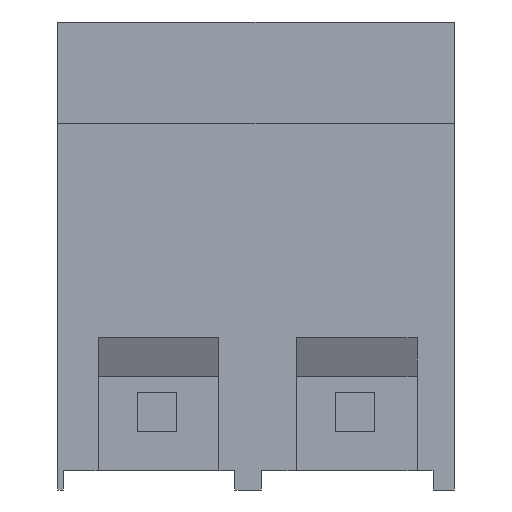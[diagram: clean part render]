
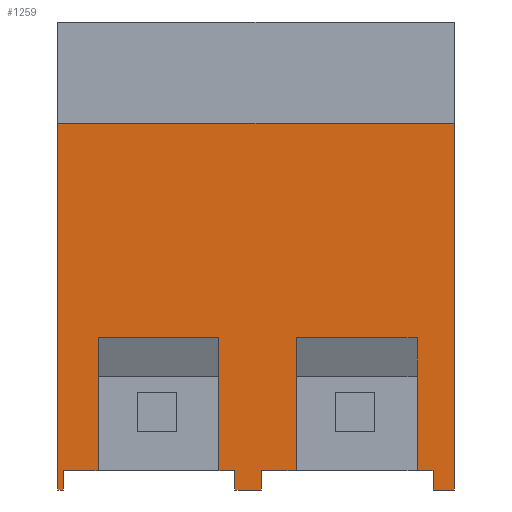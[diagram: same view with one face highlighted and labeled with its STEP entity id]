
A CAD part, front view. The second image highlights one B-rep face of the part: STEP entity #1259.
In plain terms, the highlighted planar face has unit normal (0, -1, 0).
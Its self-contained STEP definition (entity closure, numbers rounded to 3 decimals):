
#50=DIRECTION('',(0.,0.,-1.));
#51=VECTOR('',#50,9.4);
#52=CARTESIAN_POINT('',(-5.08,-3.8,-2.6));
#53=LINE('',#52,#51);
#150=DIRECTION('',(1.,0.,0.));
#151=VECTOR('',#150,3.1);
#152=CARTESIAN_POINT('',(-4.05,-3.8,-8.1));
#153=LINE('',#152,#151);
#154=DIRECTION('',(0.,0.,-1.));
#155=VECTOR('',#154,3.4);
#156=CARTESIAN_POINT('',(-4.05,-3.8,-8.1));
#157=LINE('',#156,#155);
#158=DIRECTION('',(-1.,0.,0.));
#159=VECTOR('',#158,0.89);
#160=CARTESIAN_POINT('',(-4.05,-3.8,-11.5));
#161=LINE('',#160,#159);
#162=DIRECTION('',(0.,0.,1.));
#163=VECTOR('',#162,0.5);
#164=CARTESIAN_POINT('',(-4.94,-3.8,-12.));
#165=LINE('',#164,#163);
#166=DIRECTION('',(1.,0.,0.));
#167=VECTOR('',#166,10.16);
#168=CARTESIAN_POINT('',(-5.08,-3.8,-2.6));
#169=LINE('',#168,#167);
#170=DIRECTION('',(0.,0.,1.));
#171=VECTOR('',#170,0.5);
#172=CARTESIAN_POINT('',(4.54,-3.8,-12.));
#173=LINE('',#172,#171);
#174=DIRECTION('',(-1.,0.,0.));
#175=VECTOR('',#174,0.41);
#176=CARTESIAN_POINT('',(4.54,-3.8,-11.5));
#177=LINE('',#176,#175);
#178=DIRECTION('',(0.,0.,1.));
#179=VECTOR('',#178,3.4);
#180=CARTESIAN_POINT('',(4.13,-3.8,-11.5));
#181=LINE('',#180,#179);
#182=DIRECTION('',(1.,0.,0.));
#183=VECTOR('',#182,3.1);
#184=CARTESIAN_POINT('',(1.03,-3.8,-8.1));
#185=LINE('',#184,#183);
#186=DIRECTION('',(0.,0.,-1.));
#187=VECTOR('',#186,3.4);
#188=CARTESIAN_POINT('',(1.03,-3.8,-8.1));
#189=LINE('',#188,#187);
#190=DIRECTION('',(-1.,0.,0.));
#191=VECTOR('',#190,0.89);
#192=CARTESIAN_POINT('',(1.03,-3.8,-11.5));
#193=LINE('',#192,#191);
#194=DIRECTION('',(0.,0.,1.));
#195=VECTOR('',#194,0.5);
#196=CARTESIAN_POINT('',(0.14,-3.8,-12.));
#197=LINE('',#196,#195);
#198=DIRECTION('',(0.,0.,1.));
#199=VECTOR('',#198,0.5);
#200=CARTESIAN_POINT('',(-0.54,-3.8,-12.));
#201=LINE('',#200,#199);
#202=DIRECTION('',(-1.,0.,0.));
#203=VECTOR('',#202,0.41);
#204=CARTESIAN_POINT('',(-0.54,-3.8,-11.5));
#205=LINE('',#204,#203);
#206=DIRECTION('',(0.,0.,1.));
#207=VECTOR('',#206,3.4);
#208=CARTESIAN_POINT('',(-0.95,-3.8,-11.5));
#209=LINE('',#208,#207);
#218=DIRECTION('',(1.,0.,0.));
#219=VECTOR('',#218,0.54);
#220=CARTESIAN_POINT('',(4.54,-3.8,-12.));
#221=LINE('',#220,#219);
#230=DIRECTION('',(1.,0.,0.));
#231=VECTOR('',#230,0.68);
#232=CARTESIAN_POINT('',(-0.54,-3.8,-12.));
#233=LINE('',#232,#231);
#246=DIRECTION('',(1.,0.,0.));
#247=VECTOR('',#246,0.14);
#248=CARTESIAN_POINT('',(-5.08,-3.8,-12.));
#249=LINE('',#248,#247);
#560=DIRECTION('',(0.,0.,-1.));
#561=VECTOR('',#560,9.4);
#562=CARTESIAN_POINT('',(5.08,-3.8,-2.6));
#563=LINE('',#562,#561);
#814=CARTESIAN_POINT('',(-5.08,-3.8,-2.6));
#815=CARTESIAN_POINT('',(-5.08,-3.8,-12.));
#816=VERTEX_POINT('',#814);
#817=VERTEX_POINT('',#815);
#818=CARTESIAN_POINT('',(5.08,-3.8,-2.6));
#819=CARTESIAN_POINT('',(5.08,-3.8,-12.));
#820=VERTEX_POINT('',#818);
#821=VERTEX_POINT('',#819);
#878=CARTESIAN_POINT('',(4.54,-3.8,-12.));
#879=CARTESIAN_POINT('',(4.54,-3.8,-11.5));
#880=VERTEX_POINT('',#878);
#881=VERTEX_POINT('',#879);
#882=CARTESIAN_POINT('',(0.14,-3.8,-12.));
#883=CARTESIAN_POINT('',(0.14,-3.8,-11.5));
#884=VERTEX_POINT('',#882);
#885=VERTEX_POINT('',#883);
#960=CARTESIAN_POINT('',(1.03,-3.8,-11.5));
#961=VERTEX_POINT('',#960);
#962=CARTESIAN_POINT('',(4.13,-3.8,-11.5));
#963=VERTEX_POINT('',#962);
#964=CARTESIAN_POINT('',(1.03,-3.8,-8.1));
#965=CARTESIAN_POINT('',(4.13,-3.8,-8.1));
#966=VERTEX_POINT('',#964);
#967=VERTEX_POINT('',#965);
#973=CARTESIAN_POINT('',(-0.54,-3.8,-11.5));
#975=VERTEX_POINT('',#973);
#976=CARTESIAN_POINT('',(-4.94,-3.8,-11.5));
#978=VERTEX_POINT('',#976);
#1032=CARTESIAN_POINT('',(-0.54,-3.8,-12.));
#1033=VERTEX_POINT('',#1032);
#1034=CARTESIAN_POINT('',(-4.94,-3.8,-12.));
#1035=VERTEX_POINT('',#1034);
#1044=CARTESIAN_POINT('',(-4.05,-3.8,-11.5));
#1045=VERTEX_POINT('',#1044);
#1046=CARTESIAN_POINT('',(-0.95,-3.8,-11.5));
#1047=VERTEX_POINT('',#1046);
#1048=CARTESIAN_POINT('',(-4.05,-3.8,-8.1));
#1049=CARTESIAN_POINT('',(-0.95,-3.8,-8.1));
#1050=VERTEX_POINT('',#1048);
#1051=VERTEX_POINT('',#1049);
#1216=CARTESIAN_POINT('',(-5.08,-3.8,-2.6));
#1217=DIRECTION('',(0.,-1.,0.));
#1218=DIRECTION('',(0.,0.,-1.));
#1219=AXIS2_PLACEMENT_3D('',#1216,#1217,#1218);
#1220=PLANE('',#1219);
#1221=ORIENTED_EDGE('',*,*,#1206,.F.);
#1223=ORIENTED_EDGE('',*,*,#1222,.T.);
#1224=ORIENTED_EDGE('',*,*,#1169,.T.);
#1226=ORIENTED_EDGE('',*,*,#1225,.F.);
#1228=ORIENTED_EDGE('',*,*,#1227,.F.);
#1229=ORIENTED_EDGE('',*,*,#1099,.F.);
#1231=ORIENTED_EDGE('',*,*,#1230,.T.);
#1233=ORIENTED_EDGE('',*,*,#1232,.T.);
#1235=ORIENTED_EDGE('',*,*,#1234,.F.);
#1237=ORIENTED_EDGE('',*,*,#1236,.T.);
#1239=ORIENTED_EDGE('',*,*,#1238,.T.);
#1241=ORIENTED_EDGE('',*,*,#1240,.T.);
#1243=ORIENTED_EDGE('',*,*,#1242,.F.);
#1245=ORIENTED_EDGE('',*,*,#1244,.T.);
#1247=ORIENTED_EDGE('',*,*,#1246,.T.);
#1249=ORIENTED_EDGE('',*,*,#1248,.F.);
#1251=ORIENTED_EDGE('',*,*,#1250,.F.);
#1253=ORIENTED_EDGE('',*,*,#1252,.T.);
#1254=ORIENTED_EDGE('',*,*,#1162,.T.);
#1256=ORIENTED_EDGE('',*,*,#1255,.T.);
#1257=EDGE_LOOP('',(#1221,#1223,#1224,#1226,#1228,#1229,#1231,#1233,#1235,#1237,
#1239,#1241,#1243,#1245,#1247,#1249,#1251,#1253,#1254,#1256));
#1258=FACE_OUTER_BOUND('',#1257,.F.);
#1099=EDGE_CURVE('',#816,#817,#53,.T.);
#1162=EDGE_CURVE('',#975,#1047,#205,.T.);
#1169=EDGE_CURVE('',#1045,#978,#161,.T.);
#1206=EDGE_CURVE('',#1050,#1051,#153,.T.);
#1222=EDGE_CURVE('',#1050,#1045,#157,.T.);
#1225=EDGE_CURVE('',#1035,#978,#165,.T.);
#1227=EDGE_CURVE('',#817,#1035,#249,.T.);
#1230=EDGE_CURVE('',#816,#820,#169,.T.);
#1232=EDGE_CURVE('',#820,#821,#563,.T.);
#1234=EDGE_CURVE('',#880,#821,#221,.T.);
#1236=EDGE_CURVE('',#880,#881,#173,.T.);
#1238=EDGE_CURVE('',#881,#963,#177,.T.);
#1240=EDGE_CURVE('',#963,#967,#181,.T.);
#1242=EDGE_CURVE('',#966,#967,#185,.T.);
#1244=EDGE_CURVE('',#966,#961,#189,.T.);
#1246=EDGE_CURVE('',#961,#885,#193,.T.);
#1248=EDGE_CURVE('',#884,#885,#197,.T.);
#1250=EDGE_CURVE('',#1033,#884,#233,.T.);
#1252=EDGE_CURVE('',#1033,#975,#201,.T.);
#1255=EDGE_CURVE('',#1047,#1051,#209,.T.);
#1259=ADVANCED_FACE('',(#1258),#1220,.T.);
